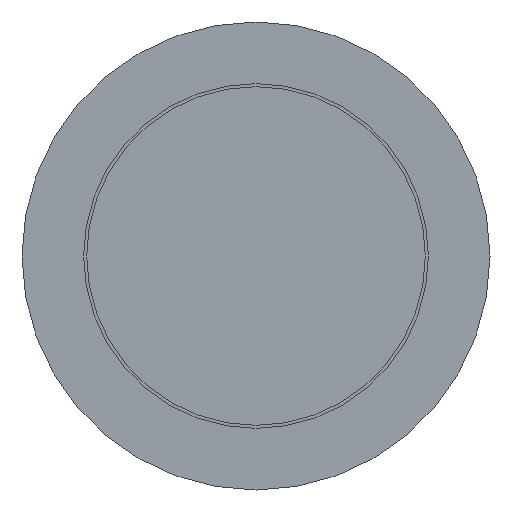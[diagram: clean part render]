
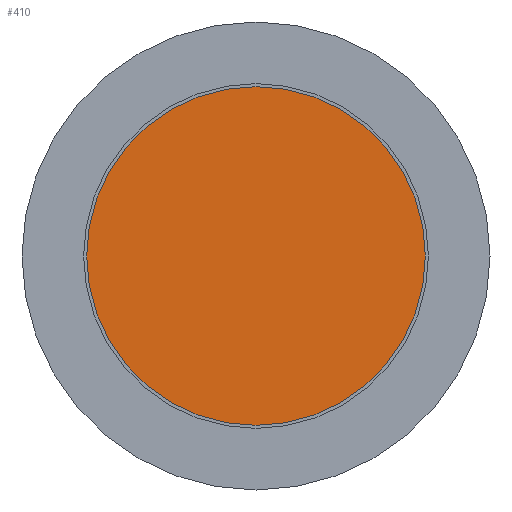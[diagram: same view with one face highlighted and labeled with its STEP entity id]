
A CAD part, front view. The second image highlights one B-rep face of the part: STEP entity #410.
In plain terms, the highlighted planar face has unit normal (0, -1, 0).
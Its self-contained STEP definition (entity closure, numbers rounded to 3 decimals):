
#1 = EDGE_CURVE ( 'NONE', #451, #451, #45, .T. ) ;
#2 = CARTESIAN_POINT ( 'NONE',  ( -13.75, 0., 0. ) ) ;
#45 = CIRCLE ( 'NONE', #430, 13.75 ) ;
#102 = ORIENTED_EDGE ( 'NONE', *, *, #1, .T. ) ;
#140 = DIRECTION ( 'NONE',  ( 0., 0., 1. ) ) ;
#174 = DIRECTION ( 'NONE',  ( 0., -1., 0. ) ) ;
#313 = AXIS2_PLACEMENT_3D ( 'NONE', #2, #522, #140 ) ;
#336 = CARTESIAN_POINT ( 'NONE',  ( 0., 0., -13.75 ) ) ;
#349 = PLANE ( 'NONE',  #313 ) ;
#356 = FACE_OUTER_BOUND ( 'NONE', #495, .T. ) ;
#382 = CARTESIAN_POINT ( 'NONE',  ( 0., 0., 0. ) ) ;
#410 = ADVANCED_FACE ( 'NONE', ( #356 ), #349, .F. ) ;
#430 = AXIS2_PLACEMENT_3D ( 'NONE', #382, #174, #516 ) ;
#451 = VERTEX_POINT ( 'NONE', #336 ) ;
#495 = EDGE_LOOP ( 'NONE', ( #102 ) ) ;
#516 = DIRECTION ( 'NONE',  ( 0., 0., -1. ) ) ;
#522 = DIRECTION ( 'NONE',  ( 0., 1., 0. ) ) ;
